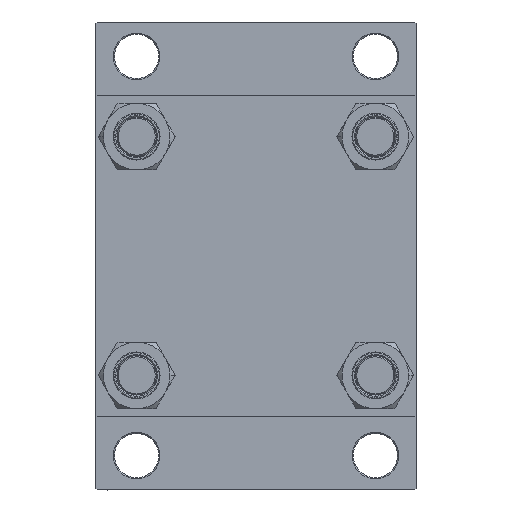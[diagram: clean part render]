
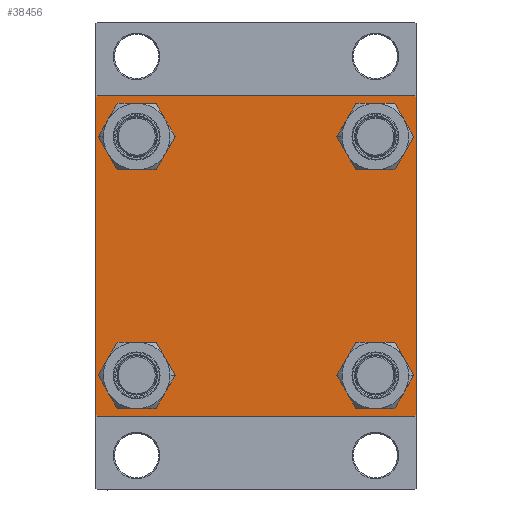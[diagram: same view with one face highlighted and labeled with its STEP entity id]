
A CAD part, left-side view. The second image highlights one B-rep face of the part: STEP entity #38456.
In plain terms, the highlighted planar face has unit normal (-1, 0, 0).
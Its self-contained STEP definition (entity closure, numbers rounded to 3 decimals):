
#56 = CARTESIAN_POINT ( 'NONE',  ( 0., 0., 0. ) ) ;
#64 = ORIENTED_EDGE ( 'NONE', *, *, #35089, .T. ) ;
#1024 = EDGE_LOOP ( 'NONE', ( #39123, #41563 ) ) ;
#1268 = ORIENTED_EDGE ( 'NONE', *, *, #32462, .T. ) ;
#1315 = DIRECTION ( 'NONE',  ( 1., 0., 0. ) ) ;
#2019 = CARTESIAN_POINT ( 'NONE',  ( 0., 48.45, 56.95 ) ) ;
#3156 = DIRECTION ( 'NONE',  ( 1., 0., 0. ) ) ;
#4938 = CARTESIAN_POINT ( 'NONE',  ( 0., 48.45, 48.45 ) ) ;
#5066 = VERTEX_POINT ( 'NONE', #14092 ) ;
#5439 = VECTOR ( 'NONE', #20984, 1000. ) ;
#5492 = DIRECTION ( 'NONE',  ( 0., 0., 1. ) ) ;
#6131 = AXIS2_PLACEMENT_3D ( 'NONE', #36264, #3156, #6551 ) ;
#6252 = EDGE_CURVE ( 'NONE', #5066, #17086, #6440, .T. ) ;
#6364 = FACE_OUTER_BOUND ( 'NONE', #43652, .T. ) ;
#6440 = CIRCLE ( 'NONE', #8776, 8.5 ) ;
#6551 = DIRECTION ( 'NONE',  ( 0., 0., 1. ) ) ;
#6904 = CARTESIAN_POINT ( 'NONE',  ( 0., -48.45, 56.95 ) ) ;
#6923 = VERTEX_POINT ( 'NONE', #35042 ) ;
#6938 = CARTESIAN_POINT ( 'NONE',  ( 0., -64.75, -64.75 ) ) ;
#7390 = CARTESIAN_POINT ( 'NONE',  ( 0., 64.75, 64.75 ) ) ;
#8355 = VERTEX_POINT ( 'NONE', #13511 ) ;
#8440 = ORIENTED_EDGE ( 'NONE', *, *, #44551, .F. ) ;
#8774 = VERTEX_POINT ( 'NONE', #39527 ) ;
#8776 = AXIS2_PLACEMENT_3D ( 'NONE', #18972, #14236, #46816 ) ;
#8819 = VERTEX_POINT ( 'NONE', #6904 ) ;
#9010 = VECTOR ( 'NONE', #29341, 1000. ) ;
#9214 = DIRECTION ( 'NONE',  ( 0., 0., -1. ) ) ;
#9713 = ORIENTED_EDGE ( 'NONE', *, *, #16798, .T. ) ;
#9740 = CIRCLE ( 'NONE', #32123, 8.5 ) ;
#10249 = VECTOR ( 'NONE', #37449, 1000. ) ;
#10462 = DIRECTION ( 'NONE',  ( 0., 0., 1. ) ) ;
#10758 = CARTESIAN_POINT ( 'NONE',  ( 0., 48.45, -48.45 ) ) ;
#10924 = DIRECTION ( 'NONE',  ( -1., 0., 0. ) ) ;
#11160 = FACE_BOUND ( 'NONE', #15546, .T. ) ;
#11401 = ORIENTED_EDGE ( 'NONE', *, *, #46315, .F. ) ;
#11707 = LINE ( 'NONE', #7390, #32273 ) ;
#11879 = CARTESIAN_POINT ( 'NONE',  ( 0., -65., -64.5 ) ) ;
#12078 = EDGE_CURVE ( 'NONE', #12244, #46820, #24658, .T. ) ;
#12104 = AXIS2_PLACEMENT_3D ( 'NONE', #46151, #42530, #13309 ) ;
#12129 = DIRECTION ( 'NONE',  ( 0., 0., 1. ) ) ;
#12145 = AXIS2_PLACEMENT_3D ( 'NONE', #16608, #34723, #5492 ) ;
#12198 = ORIENTED_EDGE ( 'NONE', *, *, #6252, .T. ) ;
#12244 = VERTEX_POINT ( 'NONE', #37654 ) ;
#12838 = LINE ( 'NONE', #27579, #29040 ) ;
#13309 = DIRECTION ( 'NONE',  ( 0., 0., 1. ) ) ;
#13487 = LINE ( 'NONE', #6938, #5439 ) ;
#13511 = CARTESIAN_POINT ( 'NONE',  ( 0., 48.45, -56.95 ) ) ;
#13828 = EDGE_CURVE ( 'NONE', #6923, #12244, #12838, .T. ) ;
#14092 = CARTESIAN_POINT ( 'NONE',  ( 0., -48.45, -56.95 ) ) ;
#14236 = DIRECTION ( 'NONE',  ( 1., 0., 0. ) ) ;
#14609 = CIRCLE ( 'NONE', #6131, 8.5 ) ;
#15247 = ORIENTED_EDGE ( 'NONE', *, *, #32221, .T. ) ;
#15546 = EDGE_LOOP ( 'NONE', ( #18205, #64 ) ) ;
#15778 = CARTESIAN_POINT ( 'NONE',  ( 0., 48.45, -39.95 ) ) ;
#16241 = EDGE_CURVE ( 'NONE', #30719, #8355, #20680, .T. ) ;
#16608 = CARTESIAN_POINT ( 'NONE',  ( 0., 48.45, -48.45 ) ) ;
#16798 = EDGE_CURVE ( 'NONE', #17130, #6923, #11707, .T. ) ;
#17086 = VERTEX_POINT ( 'NONE', #37047 ) ;
#17130 = VERTEX_POINT ( 'NONE', #19908 ) ;
#17195 = AXIS2_PLACEMENT_3D ( 'NONE', #4938, #1315, #27418 ) ;
#17295 = CIRCLE ( 'NONE', #25773, 8.5 ) ;
#18195 = PLANE ( 'NONE',  #33522 ) ;
#18205 = ORIENTED_EDGE ( 'NONE', *, *, #43722, .T. ) ;
#18315 = EDGE_CURVE ( 'NONE', #8819, #29622, #20642, .T. ) ;
#18402 = ORIENTED_EDGE ( 'NONE', *, *, #16241, .T. ) ;
#18937 = VECTOR ( 'NONE', #46875, 1000. ) ;
#18972 = CARTESIAN_POINT ( 'NONE',  ( 0., -48.45, -48.45 ) ) ;
#19060 = ORIENTED_EDGE ( 'NONE', *, *, #25938, .T. ) ;
#19718 = EDGE_LOOP ( 'NONE', ( #18402, #45950 ) ) ;
#19908 = CARTESIAN_POINT ( 'NONE',  ( 0., 64.5, 65. ) ) ;
#20642 = CIRCLE ( 'NONE', #12104, 8.5 ) ;
#20680 = CIRCLE ( 'NONE', #12145, 8.5 ) ;
#20984 = DIRECTION ( 'NONE',  ( 0., -0.707, 0.707 ) ) ;
#21178 = LINE ( 'NONE', #24326, #27572 ) ;
#22730 = CARTESIAN_POINT ( 'NONE',  ( 0., -64.75, 64.75 ) ) ;
#23403 = EDGE_CURVE ( 'NONE', #29622, #8819, #14609, .T. ) ;
#23571 = VERTEX_POINT ( 'NONE', #26091 ) ;
#23575 = VERTEX_POINT ( 'NONE', #33579 ) ;
#24326 = CARTESIAN_POINT ( 'NONE',  ( 0., -65., 65. ) ) ;
#24564 = DIRECTION ( 'NONE',  ( 0., 0., -1. ) ) ;
#24658 = LINE ( 'NONE', #43473, #31362 ) ;
#24707 = CARTESIAN_POINT ( 'NONE',  ( 0., -48.45, 39.95 ) ) ;
#25773 = AXIS2_PLACEMENT_3D ( 'NONE', #10758, #32517, #46989 ) ;
#25938 = EDGE_CURVE ( 'NONE', #8774, #42864, #13487, .T. ) ;
#26091 = CARTESIAN_POINT ( 'NONE',  ( 0., 48.45, 39.95 ) ) ;
#26660 = VERTEX_POINT ( 'NONE', #42481 ) ;
#27177 = VERTEX_POINT ( 'NONE', #2019 ) ;
#27242 = DIRECTION ( 'NONE',  ( 0., 0., 1. ) ) ;
#27264 = CIRCLE ( 'NONE', #37284, 8.5 ) ;
#27418 = DIRECTION ( 'NONE',  ( 0., 0., 1. ) ) ;
#27572 = VECTOR ( 'NONE', #24564, 1000. ) ;
#27579 = CARTESIAN_POINT ( 'NONE',  ( 0., 65., 65. ) ) ;
#28632 = CARTESIAN_POINT ( 'NONE',  ( 0., 65., 65. ) ) ;
#28830 = FACE_BOUND ( 'NONE', #19718, .T. ) ;
#29040 = VECTOR ( 'NONE', #9214, 1000. ) ;
#29160 = EDGE_LOOP ( 'NONE', ( #1268, #12198 ) ) ;
#29341 = DIRECTION ( 'NONE',  ( 0., -1., 0. ) ) ;
#29383 = DIRECTION ( 'NONE',  ( 0., 0.707, -0.707 ) ) ;
#29622 = VERTEX_POINT ( 'NONE', #24707 ) ;
#30145 = CARTESIAN_POINT ( 'NONE',  ( 0., -48.45, -48.45 ) ) ;
#30719 = VERTEX_POINT ( 'NONE', #15778 ) ;
#31362 = VECTOR ( 'NONE', #39868, 1000. ) ;
#32123 = AXIS2_PLACEMENT_3D ( 'NONE', #41355, #37975, #12129 ) ;
#32169 = CARTESIAN_POINT ( 'NONE',  ( 0., 65., -65. ) ) ;
#32221 = EDGE_CURVE ( 'NONE', #23575, #26660, #43749, .T. ) ;
#32273 = VECTOR ( 'NONE', #29383, 1000. ) ;
#32462 = EDGE_CURVE ( 'NONE', #17086, #5066, #27264, .T. ) ;
#32517 = DIRECTION ( 'NONE',  ( 1., 0., 0. ) ) ;
#33166 = FACE_BOUND ( 'NONE', #29160, .T. ) ;
#33522 = AXIS2_PLACEMENT_3D ( 'NONE', #56, #10924, #10462 ) ;
#33579 = CARTESIAN_POINT ( 'NONE',  ( 0., -65., 64.5 ) ) ;
#34723 = DIRECTION ( 'NONE',  ( 1., 0., 0. ) ) ;
#34733 = DIRECTION ( 'NONE',  ( 1., 0., 0. ) ) ;
#34853 = EDGE_CURVE ( 'NONE', #8355, #30719, #17295, .T. ) ;
#35042 = CARTESIAN_POINT ( 'NONE',  ( 0., 65., 64.5 ) ) ;
#35089 = EDGE_CURVE ( 'NONE', #23571, #27177, #37999, .T. ) ;
#35154 = ORIENTED_EDGE ( 'NONE', *, *, #42094, .T. ) ;
#36264 = CARTESIAN_POINT ( 'NONE',  ( 0., -48.45, 48.45 ) ) ;
#36831 = LINE ( 'NONE', #28632, #9010 ) ;
#37047 = CARTESIAN_POINT ( 'NONE',  ( 0., -48.45, -39.95 ) ) ;
#37284 = AXIS2_PLACEMENT_3D ( 'NONE', #30145, #34733, #27242 ) ;
#37449 = DIRECTION ( 'NONE',  ( 0., 0.707, 0.707 ) ) ;
#37654 = CARTESIAN_POINT ( 'NONE',  ( 0., 65., -64.5 ) ) ;
#37975 = DIRECTION ( 'NONE',  ( 1., 0., 0. ) ) ;
#37999 = CIRCLE ( 'NONE', #17195, 8.5 ) ;
#38456 = ADVANCED_FACE ( 'NONE', ( #40404, #33166, #28830, #11160, #6364 ), #18195, .T. ) ;
#38472 = LINE ( 'NONE', #32169, #18937 ) ;
#39123 = ORIENTED_EDGE ( 'NONE', *, *, #18315, .T. ) ;
#39527 = CARTESIAN_POINT ( 'NONE',  ( 0., -64.5, -65. ) ) ;
#39868 = DIRECTION ( 'NONE',  ( 0., -0.707, -0.707 ) ) ;
#40404 = FACE_BOUND ( 'NONE', #1024, .T. ) ;
#41355 = CARTESIAN_POINT ( 'NONE',  ( 0., 48.45, 48.45 ) ) ;
#41563 = ORIENTED_EDGE ( 'NONE', *, *, #23403, .T. ) ;
#42094 = EDGE_CURVE ( 'NONE', #46820, #8774, #38472, .T. ) ;
#42481 = CARTESIAN_POINT ( 'NONE',  ( 0., -64.5, 65. ) ) ;
#42530 = DIRECTION ( 'NONE',  ( 1., 0., 0. ) ) ;
#42559 = ORIENTED_EDGE ( 'NONE', *, *, #12078, .T. ) ;
#42705 = CARTESIAN_POINT ( 'NONE',  ( 0., 64.5, -65. ) ) ;
#42864 = VERTEX_POINT ( 'NONE', #11879 ) ;
#43199 = ORIENTED_EDGE ( 'NONE', *, *, #13828, .T. ) ;
#43473 = CARTESIAN_POINT ( 'NONE',  ( 0., 64.75, -64.75 ) ) ;
#43652 = EDGE_LOOP ( 'NONE', ( #43199, #42559, #35154, #19060, #11401, #15247, #8440, #9713 ) ) ;
#43722 = EDGE_CURVE ( 'NONE', #27177, #23571, #9740, .T. ) ;
#43749 = LINE ( 'NONE', #22730, #10249 ) ;
#44551 = EDGE_CURVE ( 'NONE', #17130, #26660, #36831, .T. ) ;
#45950 = ORIENTED_EDGE ( 'NONE', *, *, #34853, .T. ) ;
#46151 = CARTESIAN_POINT ( 'NONE',  ( 0., -48.45, 48.45 ) ) ;
#46315 = EDGE_CURVE ( 'NONE', #23575, #42864, #21178, .T. ) ;
#46816 = DIRECTION ( 'NONE',  ( 0., 0., 1. ) ) ;
#46820 = VERTEX_POINT ( 'NONE', #42705 ) ;
#46875 = DIRECTION ( 'NONE',  ( 0., -1., 0. ) ) ;
#46989 = DIRECTION ( 'NONE',  ( 0., 0., 1. ) ) ;
